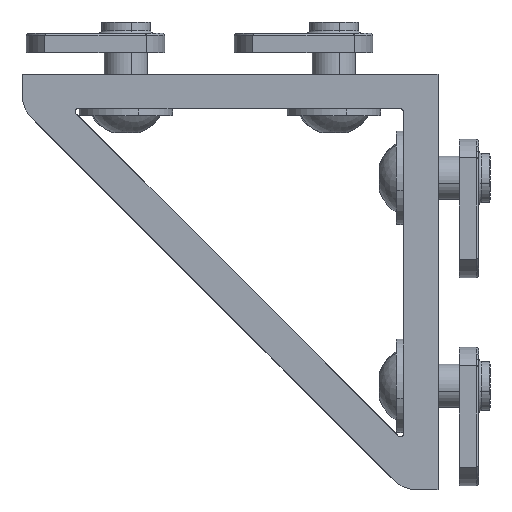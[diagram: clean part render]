
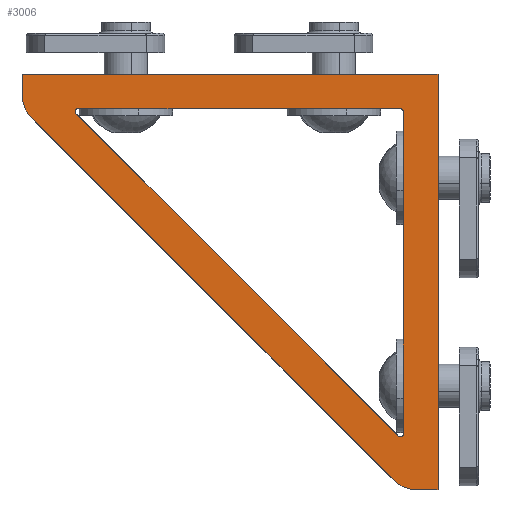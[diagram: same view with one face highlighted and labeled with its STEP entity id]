
A CAD part, left-side view. The second image highlights one B-rep face of the part: STEP entity #3006.
In plain terms, the highlighted planar face has unit normal (-1, 0, 0).
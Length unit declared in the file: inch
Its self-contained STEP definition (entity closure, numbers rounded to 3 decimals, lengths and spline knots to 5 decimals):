
#36 = EDGE_CURVE ( 'NONE', #619, #67, #1309, .T. ) ;
#67 = VERTEX_POINT ( 'NONE', #1478 ) ;
#171 = ORIENTED_EDGE ( 'NONE', *, *, #496, .T. ) ;
#196 = EDGE_CURVE ( 'NONE', #1694, #735, #1948, .T. ) ;
#207 = EDGE_CURVE ( 'NONE', #989, #484, #1992, .T. ) ;
#220 = EDGE_CURVE ( 'NONE', #1054, #767, #2046, .T. ) ;
#337 = ORIENTED_EDGE ( 'NONE', *, *, #207, .T. ) ;
#401 = EDGE_CURVE ( 'NONE', #498, #989, #3310, .T. ) ;
#440 = VERTEX_POINT ( 'NONE', #3667 ) ;
#441 = ORIENTED_EDGE ( 'NONE', *, *, #401, .T. ) ;
#452 = EDGE_CURVE ( 'NONE', #1673, #1054, #3700, .T. ) ;
#484 = VERTEX_POINT ( 'NONE', #4060 ) ;
#496 = EDGE_CURVE ( 'NONE', #484, #1673, #4132, .T. ) ;
#498 = VERTEX_POINT ( 'NONE', #4161 ) ;
#522 = EDGE_CURVE ( 'NONE', #1143, #498, #4287, .T. ) ;
#558 = EDGE_LOOP ( 'NONE', ( #816, #964, #6630, #726, #6583, #979, #898 ) ) ;
#619 = VERTEX_POINT ( 'NONE', #4651 ) ;
#644 = EDGE_CURVE ( 'NONE', #735, #619, #4797, .T. ) ;
#726 = ORIENTED_EDGE ( 'NONE', *, *, #196, .F. ) ;
#735 = VERTEX_POINT ( 'NONE', #5110 ) ;
#767 = VERTEX_POINT ( 'NONE', #5210 ) ;
#816 = ORIENTED_EDGE ( 'NONE', *, *, #3933, .F. ) ;
#852 = VERTEX_POINT ( 'NONE', #2753 ) ;
#898 = ORIENTED_EDGE ( 'NONE', *, *, #1392, .F. ) ;
#964 = ORIENTED_EDGE ( 'NONE', *, *, #36, .F. ) ;
#979 = ORIENTED_EDGE ( 'NONE', *, *, #6696, .F. ) ;
#989 = VERTEX_POINT ( 'NONE', #3761 ) ;
#1054 = VERTEX_POINT ( 'NONE', #4264 ) ;
#1109 = ORIENTED_EDGE ( 'NONE', *, *, #522, .T. ) ;
#1143 = VERTEX_POINT ( 'NONE', #1606 ) ;
#1171 = EDGE_CURVE ( 'NONE', #767, #1143, #1717, .T. ) ;
#1208 = ORIENTED_EDGE ( 'NONE', *, *, #1171, .T. ) ;
#1309 = CIRCLE ( 'NONE', #1310, 0.25 ) ;
#1310 = AXIS2_PLACEMENT_3D ( 'NONE', #1311, #1312, #1313 ) ;
#1311 = CARTESIAN_POINT ( 'NONE',  ( -2.905, 2.75, -0.146 ) ) ;
#1312 = DIRECTION ( 'NONE',  ( 1., 0., 0. ) ) ;
#1313 = DIRECTION ( 'NONE',  ( 0., 0., -1. ) ) ;
#1392 = EDGE_CURVE ( 'NONE', #852, #440, #1953, .T. ) ;
#1478 = CARTESIAN_POINT ( 'NONE',  ( -2.905, 3., -0.146 ) ) ;
#1606 = CARTESIAN_POINT ( 'NONE',  ( -2.905, 0.27, -0.25 ) ) ;
#1673 = VERTEX_POINT ( 'NONE', #2045 ) ;
#1694 = VERTEX_POINT ( 'NONE', #2060 ) ;
#1717 = LINE ( 'NONE', #1718, #1719 ) ;
#1718 = CARTESIAN_POINT ( 'NONE',  ( -2.905, 2.59772, -0.25 ) ) ;
#1719 = VECTOR ( 'NONE', #1720, 39.37008 ) ;
#1720 = DIRECTION ( 'NONE',  ( 0., -1., 0. ) ) ;
#1853 = ORIENTED_EDGE ( 'NONE', *, *, #220, .T. ) ;
#1948 = CIRCLE ( 'NONE', #1949, 0.25 ) ;
#1949 = AXIS2_PLACEMENT_3D ( 'NONE', #1950, #1951, #1952 ) ;
#1950 = CARTESIAN_POINT ( 'NONE',  ( -2.905, 0.146, -2.75 ) ) ;
#1951 = DIRECTION ( 'NONE',  ( 1., 0., 0. ) ) ;
#1952 = DIRECTION ( 'NONE',  ( 0., 0., -1. ) ) ;
#1953 = LINE ( 'NONE', #1954, #1955 ) ;
#1954 = CARTESIAN_POINT ( 'NONE',  ( -2.905, 3., 0. ) ) ;
#1955 = VECTOR ( 'NONE', #1956, 39.37008 ) ;
#1956 = DIRECTION ( 'NONE',  ( 0., -1., 0. ) ) ;
#1992 = CIRCLE ( 'NONE', #1993, 0.02 ) ;
#1993 = AXIS2_PLACEMENT_3D ( 'NONE', #1997, #1998, #1999 ) ;
#1997 = CARTESIAN_POINT ( 'NONE',  ( -2.905, 0.27, -2.59772 ) ) ;
#1998 = DIRECTION ( 'NONE',  ( 1., 0., 0. ) ) ;
#1999 = DIRECTION ( 'NONE',  ( 0., 0., -1. ) ) ;
#2045 = CARTESIAN_POINT ( 'NONE',  ( -2.905, 0.28414, -2.61186 ) ) ;
#2046 = CIRCLE ( 'NONE', #2047, 0.02 ) ;
#2047 = AXIS2_PLACEMENT_3D ( 'NONE', #2051, #2052, #2053 ) ;
#2051 = CARTESIAN_POINT ( 'NONE',  ( -2.905, 2.59772, -0.27 ) ) ;
#2052 = DIRECTION ( 'NONE',  ( 1., 0., 0. ) ) ;
#2053 = DIRECTION ( 'NONE',  ( 0., 0., -1. ) ) ;
#2060 = CARTESIAN_POINT ( 'NONE',  ( -2.905, 0.146, -3. ) ) ;
#2352 = ORIENTED_EDGE ( 'NONE', *, *, #452, .T. ) ;
#2753 = CARTESIAN_POINT ( 'NONE',  ( -2.905, 3., 0. ) ) ;
#2844 = EDGE_LOOP ( 'NONE', ( #2352, #1853, #1208, #1109, #441, #337, #171 ) ) ;
#3006 = ADVANCED_FACE ( 'NONE', ( #3044, #3045 ), #3046, .F. ) ;
#3044 = FACE_BOUND ( 'NONE', #2844, .T. ) ;
#3045 = FACE_OUTER_BOUND ( 'NONE', #558, .T. ) ;
#3046 = PLANE ( 'NONE',  #3051 ) ;
#3051 = AXIS2_PLACEMENT_3D ( 'NONE', #3052, #3053, #3054 ) ;
#3052 = CARTESIAN_POINT ( 'NONE',  ( -2.905, 0.146, -2.75 ) ) ;
#3053 = DIRECTION ( 'NONE',  ( 1., 0., 0. ) ) ;
#3054 = DIRECTION ( 'NONE',  ( 0., 0., -1. ) ) ;
#3310 = LINE ( 'NONE', #3311, #3312 ) ;
#3311 = CARTESIAN_POINT ( 'NONE',  ( -2.905, 0.25, -0.27 ) ) ;
#3312 = VECTOR ( 'NONE', #3313, 39.37008 ) ;
#3313 = DIRECTION ( 'NONE',  ( 0., 0., -1. ) ) ;
#3667 = CARTESIAN_POINT ( 'NONE',  ( -2.905, 0., 0. ) ) ;
#3700 = LINE ( 'NONE', #3701, #3702 ) ;
#3701 = CARTESIAN_POINT ( 'NONE',  ( -2.905, 2.61186, -0.28414 ) ) ;
#3702 = VECTOR ( 'NONE', #3703, 39.37008 ) ;
#3703 = DIRECTION ( 'NONE',  ( 0., 0.707, 0.707 ) ) ;
#3761 = CARTESIAN_POINT ( 'NONE',  ( -2.905, 0.25, -2.59772 ) ) ;
#3933 = EDGE_CURVE ( 'NONE', #67, #852, #4044, .T. ) ;
#4044 = LINE ( 'NONE', #4045, #4046 ) ;
#4045 = CARTESIAN_POINT ( 'NONE',  ( -2.905, 3., -0.146 ) ) ;
#4046 = VECTOR ( 'NONE', #4047, 39.37008 ) ;
#4047 = DIRECTION ( 'NONE',  ( 0., 0., 1. ) ) ;
#4060 = CARTESIAN_POINT ( 'NONE',  ( -2.905, 0.27, -2.61772 ) ) ;
#4132 = CIRCLE ( 'NONE', #4133, 0.02 ) ;
#4133 = AXIS2_PLACEMENT_3D ( 'NONE', #4134, #4135, #4136 ) ;
#4134 = CARTESIAN_POINT ( 'NONE',  ( -2.905, 0.27, -2.59772 ) ) ;
#4135 = DIRECTION ( 'NONE',  ( 1., 0., 0. ) ) ;
#4136 = DIRECTION ( 'NONE',  ( 0., 0., -1. ) ) ;
#4161 = CARTESIAN_POINT ( 'NONE',  ( -2.905, 0.25, -0.27 ) ) ;
#4187 = LINE ( 'NONE', #4188, #4189 ) ;
#4188 = CARTESIAN_POINT ( 'NONE',  ( -2.905, 0., 0. ) ) ;
#4189 = VECTOR ( 'NONE', #4190, 39.37008 ) ;
#4190 = DIRECTION ( 'NONE',  ( 0., 0., -1. ) ) ;
#4264 = CARTESIAN_POINT ( 'NONE',  ( -2.905, 2.61186, -0.28414 ) ) ;
#4287 = CIRCLE ( 'NONE', #4288, 0.02 ) ;
#4288 = AXIS2_PLACEMENT_3D ( 'NONE', #4289, #4290, #4291 ) ;
#4289 = CARTESIAN_POINT ( 'NONE',  ( -2.905, 0.27, -0.27 ) ) ;
#4290 = DIRECTION ( 'NONE',  ( 1., 0., 0. ) ) ;
#4291 = DIRECTION ( 'NONE',  ( 0., 0., -1. ) ) ;
#4527 = LINE ( 'NONE', #4528, #4529 ) ;
#4528 = CARTESIAN_POINT ( 'NONE',  ( -2.905, 0., -3. ) ) ;
#4529 = VECTOR ( 'NONE', #4530, 39.37008 ) ;
#4530 = DIRECTION ( 'NONE',  ( 0., 1., 0. ) ) ;
#4651 = CARTESIAN_POINT ( 'NONE',  ( -2.905, 2.92678, -0.32278 ) ) ;
#4797 = LINE ( 'NONE', #4798, #4799 ) ;
#4798 = CARTESIAN_POINT ( 'NONE',  ( -2.905, 2.92678, -0.32278 ) ) ;
#4799 = VECTOR ( 'NONE', #4800, 39.37008 ) ;
#4800 = DIRECTION ( 'NONE',  ( 0., 0.707, 0.707 ) ) ;
#4960 = EDGE_CURVE ( 'NONE', #6488, #1694, #4527, .T. ) ;
#5110 = CARTESIAN_POINT ( 'NONE',  ( -2.905, 0.32278, -2.92678 ) ) ;
#5210 = CARTESIAN_POINT ( 'NONE',  ( -2.905, 2.59772, -0.25 ) ) ;
#5224 = CARTESIAN_POINT ( 'NONE',  ( -2.905, 0., -3. ) ) ;
#6488 = VERTEX_POINT ( 'NONE', #5224 ) ;
#6583 = ORIENTED_EDGE ( 'NONE', *, *, #4960, .F. ) ;
#6630 = ORIENTED_EDGE ( 'NONE', *, *, #644, .F. ) ;
#6696 = EDGE_CURVE ( 'NONE', #440, #6488, #4187, .T. ) ;
